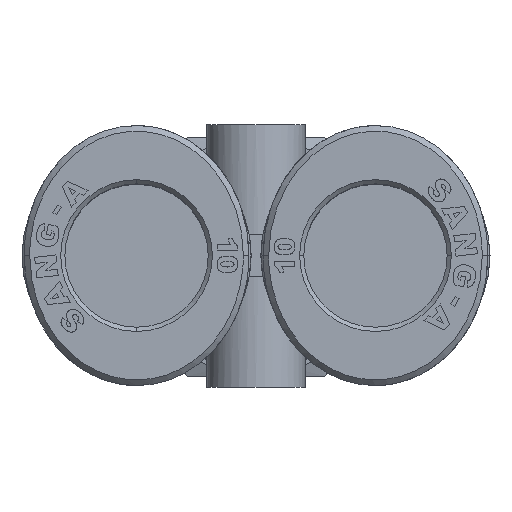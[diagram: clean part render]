
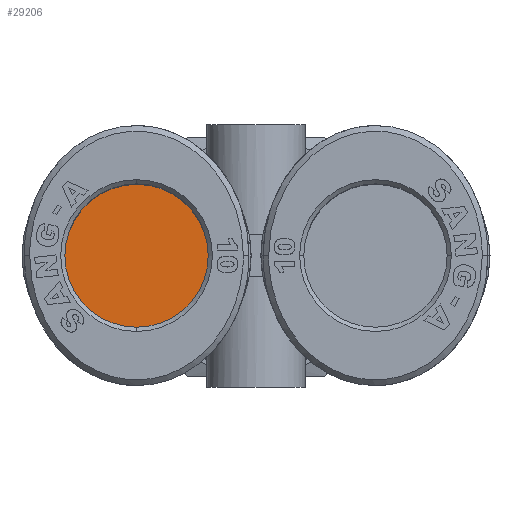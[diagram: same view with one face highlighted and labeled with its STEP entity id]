
A CAD part, top view. The second image highlights one B-rep face of the part: STEP entity #29206.
In plain terms, the highlighted face is planar.
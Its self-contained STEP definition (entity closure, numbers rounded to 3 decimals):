
#146 = CARTESIAN_POINT ( 'NONE',  ( -3.633, 0., 0. ) ) ;
#2164 = EDGE_LOOP ( 'NONE', ( #26500, #6784 ) ) ;
#2594 = CIRCLE ( 'NONE', #29874, 5.1 ) ;
#6784 = ORIENTED_EDGE ( 'NONE', *, *, #17359, .T. ) ;
#7083 = CIRCLE ( 'NONE', #31137, 5.1 ) ;
#8613 = CARTESIAN_POINT ( 'NONE',  ( -3.633, 0., 0. ) ) ;
#10642 = PLANE ( 'NONE',  #29929 ) ;
#11034 = VERTEX_POINT ( 'NONE', #26890 ) ;
#13414 = CARTESIAN_POINT ( 'NONE',  ( -3.633, 0., 0. ) ) ;
#15975 = DIRECTION ( 'NONE',  ( 0., 0., 1. ) ) ;
#17359 = EDGE_CURVE ( 'NONE', #17368, #11034, #2594, .T. ) ;
#17368 = VERTEX_POINT ( 'NONE', #25174 ) ;
#21819 = DIRECTION ( 'NONE',  ( 1., 0., 0. ) ) ;
#24914 = FACE_OUTER_BOUND ( 'NONE', #2164, .T. ) ;
#25174 = CARTESIAN_POINT ( 'NONE',  ( -3.633, 0., -5.1 ) ) ;
#25384 = DIRECTION ( 'NONE',  ( 0., 0., 1. ) ) ;
#26500 = ORIENTED_EDGE ( 'NONE', *, *, #27720, .T. ) ;
#26890 = CARTESIAN_POINT ( 'NONE',  ( -3.633, 0., 5.1 ) ) ;
#27720 = EDGE_CURVE ( 'NONE', #11034, #17368, #7083, .T. ) ;
#27861 = DIRECTION ( 'NONE',  ( 1., 0., 0. ) ) ;
#29180 = DIRECTION ( 'NONE',  ( 0., 0., 1. ) ) ;
#29206 = ADVANCED_FACE ( 'NONE', ( #24914 ), #10642, .F. ) ;
#29874 = AXIS2_PLACEMENT_3D ( 'NONE', #13414, #27861, #25384 ) ;
#29929 = AXIS2_PLACEMENT_3D ( 'NONE', #8613, #30415, #15975 ) ;
#30415 = DIRECTION ( 'NONE',  ( -1., 0., 0. ) ) ;
#31137 = AXIS2_PLACEMENT_3D ( 'NONE', #146, #21819, #29180 ) ;
